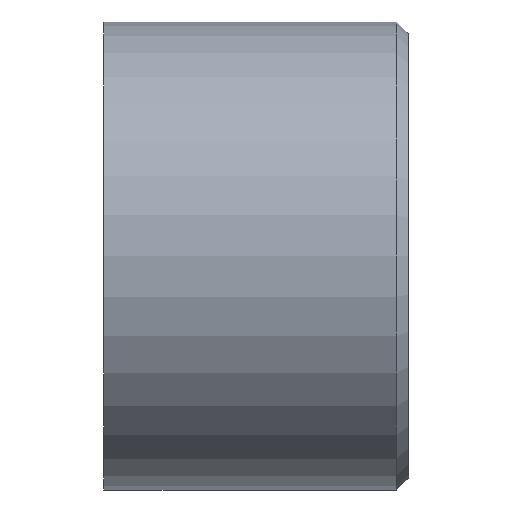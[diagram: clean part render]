
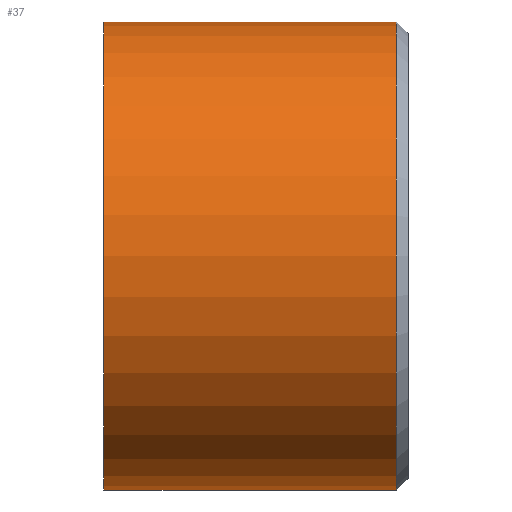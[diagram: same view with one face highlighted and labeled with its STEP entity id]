
A CAD part, left-side view. The second image highlights one B-rep face of the part: STEP entity #37.
In plain terms, the highlighted cylindrical face has radius 40 mm (diameter 80 mm), a full revolution.
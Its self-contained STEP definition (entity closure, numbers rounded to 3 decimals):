
#37=ADVANCED_FACE('',(#44,#45),#42,.T.);
#42=CYLINDRICAL_SURFACE('',#92,40.);
#44=FACE_BOUND('',#54,.T.);
#45=FACE_BOUND('',#55,.T.);
#54=EDGE_LOOP('',(#64));
#55=EDGE_LOOP('',(#65));
#64=ORIENTED_EDGE('',*,*,#79,.T.);
#65=ORIENTED_EDGE('',*,*,#80,.T.);
#74=VERTEX_POINT('',#124);
#75=VERTEX_POINT('',#126);
#79=EDGE_CURVE('',#74,#74,#84,.T.);
#80=EDGE_CURVE('',#75,#75,#85,.T.);
#84=CIRCLE('',#90,40.);
#85=CIRCLE('',#91,40.);
#90=AXIS2_PLACEMENT_3D('',#123,#102,#103);
#91=AXIS2_PLACEMENT_3D('',#125,#104,#105);
#92=AXIS2_PLACEMENT_3D('',#127,#106,#107);
#102=DIRECTION('',(0.,1.,0.));
#103=DIRECTION('',(0.,0.,1.));
#104=DIRECTION('',(0.,-1.,0.));
#105=DIRECTION('',(0.,0.,-1.));
#106=DIRECTION('',(0.,-1.,0.));
#107=DIRECTION('',(0.,0.,-1.));
#123=CARTESIAN_POINT('',(0.,2.,0.));
#124=CARTESIAN_POINT('',(0.,2.,40.));
#125=CARTESIAN_POINT('',(0.,52.,0.));
#126=CARTESIAN_POINT('',(0.,52.,-40.));
#127=CARTESIAN_POINT('',(0.,0.,0.));
